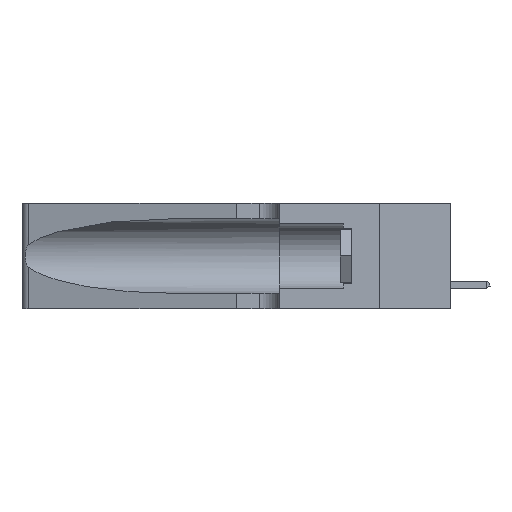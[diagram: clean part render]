
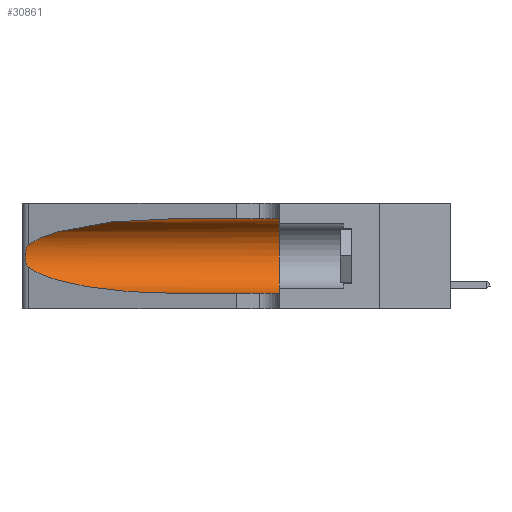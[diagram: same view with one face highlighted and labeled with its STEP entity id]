
A CAD part, left-side view. The second image highlights one B-rep face of the part: STEP entity #30861.
In plain terms, the highlighted cylindrical face has radius 3.308 mm (diameter 6.617 mm), a partial arc.
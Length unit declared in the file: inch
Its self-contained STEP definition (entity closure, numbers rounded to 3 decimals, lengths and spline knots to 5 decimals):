
#227 = ORIENTED_EDGE ( 'NONE', *, *, #16121, .T. ) ;
#900 = CARTESIAN_POINT ( 'NONE',  ( 0.1305, 0.72297, 0.31525 ) ) ;
#1276 = DIRECTION ( 'NONE',  ( 0., 0., 1. ) ) ;
#2910 = VERTEX_POINT ( 'NONE', #3539 ) ;
#3230 = CARTESIAN_POINT ( 'NONE',  ( 0.1305, 0.35, 0.31525 ) ) ;
#3539 = CARTESIAN_POINT ( 'NONE',  ( 0.1305, 0.35, 0.05475 ) ) ;
#3954 = CIRCLE ( 'NONE', #27358, 0.13025 ) ;
#4546 = DIRECTION ( 'NONE',  ( 0., -1., 0. ) ) ;
#4947 = CARTESIAN_POINT ( 'NONE',  ( 0.25787, 1.23484, 0.2124 ) ) ;
#6881 = AXIS2_PLACEMENT_3D ( 'NONE', #46546, #4546, #31358 ) ;
#6886 = CARTESIAN_POINT ( 'NONE',  ( 0.1305, 0.72297, 0.31525 ) ) ;
#7041 = CARTESIAN_POINT ( 'NONE',  ( 0.18966, 0.96281, 0.31525 ) ) ;
#7331 = ORIENTED_EDGE ( 'NONE', *, *, #48390, .T. ) ;
#9404 = CARTESIAN_POINT ( 'NONE',  ( 0.1305, 0.35, 0.185 ) ) ;
#10072 = CARTESIAN_POINT ( 'NONE',  ( 0.1305, 1.61858, 0.05475 ) ) ;
#10952 = EDGE_CURVE ( 'NONE', #47724, #30212, #19336, .T. ) ;
#11468 =( BOUNDED_CURVE ( )  B_SPLINE_CURVE ( 3, ( #25261, #17771, #41369, #14267 ),
 .UNSPECIFIED., .F., .F. ) 
 B_SPLINE_CURVE_WITH_KNOTS ( ( 4, 4 ),
 ( 3.44316, 4.71239 ),
 .UNSPECIFIED. ) 
 CURVE ( )  GEOMETRIC_REPRESENTATION_ITEM ( )  RATIONAL_B_SPLINE_CURVE ( ( 1., 0.87, 0.87, 1. ) ) 
 REPRESENTATION_ITEM ( '' )  );
#12874 = CARTESIAN_POINT ( 'NONE',  ( 0.26018, 1.23835, 0.19895 ) ) ;
#13193 = EDGE_CURVE ( 'NONE', #26758, #2910, #3954, .T. ) ;
#13657 = CARTESIAN_POINT ( 'NONE',  ( 0.1305, 0.72297, 0.05475 ) ) ;
#14262 = EDGE_CURVE ( 'NONE', #47724, #26758, #20941, .T. ) ;
#14267 = CARTESIAN_POINT ( 'NONE',  ( 0.1305, 0.72297, 0.05475 ) ) ;
#14977 = VERTEX_POINT ( 'NONE', #13657 ) ;
#15171 = DIRECTION ( 'NONE',  ( 0., -1., 0. ) ) ;
#15248 = VERTEX_POINT ( 'NONE', #29307 ) ;
#16121 = EDGE_CURVE ( 'NONE', #14977, #2910, #22463, .T. ) ;
#16687 = CARTESIAN_POINT ( 'NONE',  ( 0.26075, 1.23896, 0.19203 ) ) ;
#17771 = CARTESIAN_POINT ( 'NONE',  ( 0.2373, 1.15595, 0.08982 ) ) ;
#18065 = VECTOR ( 'NONE', #15171, 39.37008 ) ;
#18413 = ORIENTED_EDGE ( 'NONE', *, *, #10952, .T. ) ;
#18545 = FACE_OUTER_BOUND ( 'NONE', #27957, .T. ) ;
#19336 =( BOUNDED_CURVE ( )  B_SPLINE_CURVE ( 3, ( #6886, #7041, #25655, #37228 ),
 .UNSPECIFIED., .F., .F. ) 
 B_SPLINE_CURVE_WITH_KNOTS ( ( 4, 4 ),
 ( 1.5708, 2.84003 ),
 .UNSPECIFIED. ) 
 CURVE ( )  GEOMETRIC_REPRESENTATION_ITEM ( )  RATIONAL_B_SPLINE_CURVE ( ( 1., 0.87, 0.87, 1. ) ) 
 REPRESENTATION_ITEM ( '' )  );
#19985 = CARTESIAN_POINT ( 'NONE',  ( 0.25639, 1.23184, 0.21858 ) ) ;
#20941 = LINE ( 'NONE', #26366, #18065 ) ;
#21539 = CARTESIAN_POINT ( 'NONE',  ( 0.25487, 1.22718, 0.14631 ) ) ;
#22463 = LINE ( 'NONE', #10072, #38503 ) ;
#23992 = DIRECTION ( 'NONE',  ( 0., 1., 0. ) ) ;
#24490 = CARTESIAN_POINT ( 'NONE',  ( 0.25487, 1.22718, 0.22369 ) ) ;
#24839 = CARTESIAN_POINT ( 'NONE',  ( 0.25555, 1.22993, 0.14849 ) ) ;
#24904 = ORIENTED_EDGE ( 'NONE', *, *, #43848, .T. ) ;
#25261 = CARTESIAN_POINT ( 'NONE',  ( 0.25487, 1.22718, 0.14631 ) ) ;
#25372 = DIRECTION ( 'NONE',  ( 0., -1., 0. ) ) ;
#25655 = CARTESIAN_POINT ( 'NONE',  ( 0.2373, 1.15595, 0.28018 ) ) ;
#26366 = CARTESIAN_POINT ( 'NONE',  ( 0.1305, 1.61858, 0.31525 ) ) ;
#26758 = VERTEX_POINT ( 'NONE', #3230 ) ;
#26951 = B_SPLINE_CURVE_WITH_KNOTS ( 'NONE', 3,
 ( #39785, #27827, #19985, #4947, #31460, #12874, #16687, #47143, #28168, #39969, #28485, #29007, #24839, #21539 ),
 .UNSPECIFIED., .F., .F.,
 ( 4, 2, 2, 2, 2, 2, 4 ),
 ( 0., 0.00027, 0.00053, 0.00107, 0.0016, 0.00187, 0.00214 ),
 .UNSPECIFIED. ) ;
#27358 = AXIS2_PLACEMENT_3D ( 'NONE', #9404, #23992, #1276 ) ;
#27827 = CARTESIAN_POINT ( 'NONE',  ( 0.25555, 1.22994, 0.2215 ) ) ;
#27957 = EDGE_LOOP ( 'NONE', ( #18413, #7331, #24904, #227, #39217, #33763 ) ) ;
#28168 = CARTESIAN_POINT ( 'NONE',  ( 0.26017, 1.23833, 0.17102 ) ) ;
#28485 = CARTESIAN_POINT ( 'NONE',  ( 0.25789, 1.23486, 0.15765 ) ) ;
#29007 = CARTESIAN_POINT ( 'NONE',  ( 0.25639, 1.23186, 0.15144 ) ) ;
#29307 = CARTESIAN_POINT ( 'NONE',  ( 0.25487, 1.22718, 0.14631 ) ) ;
#30212 = VERTEX_POINT ( 'NONE', #24490 ) ;
#30861 = ADVANCED_FACE ( 'NONE', ( #18545 ), #42254, .F. ) ;
#31358 = DIRECTION ( 'NONE',  ( 0., 0., -1. ) ) ;
#31460 = CARTESIAN_POINT ( 'NONE',  ( 0.25854, 1.2359, 0.20912 ) ) ;
#33763 = ORIENTED_EDGE ( 'NONE', *, *, #14262, .F. ) ;
#37228 = CARTESIAN_POINT ( 'NONE',  ( 0.25487, 1.22718, 0.22369 ) ) ;
#38503 = VECTOR ( 'NONE', #25372, 39.37008 ) ;
#39217 = ORIENTED_EDGE ( 'NONE', *, *, #13193, .F. ) ;
#39785 = CARTESIAN_POINT ( 'NONE',  ( 0.25487, 1.22718, 0.22369 ) ) ;
#39969 = CARTESIAN_POINT ( 'NONE',  ( 0.25856, 1.23593, 0.16098 ) ) ;
#41369 = CARTESIAN_POINT ( 'NONE',  ( 0.18966, 0.96281, 0.05475 ) ) ;
#42254 = CYLINDRICAL_SURFACE ( 'NONE', #6881, 0.13025 ) ;
#43848 = EDGE_CURVE ( 'NONE', #15248, #14977, #11468, .T. ) ;
#46546 = CARTESIAN_POINT ( 'NONE',  ( 0.1305, 1.61858, 0.185 ) ) ;
#47143 = CARTESIAN_POINT ( 'NONE',  ( 0.26075, 1.23896, 0.178 ) ) ;
#47724 = VERTEX_POINT ( 'NONE', #900 ) ;
#48390 = EDGE_CURVE ( 'NONE', #30212, #15248, #26951, .T. ) ;
